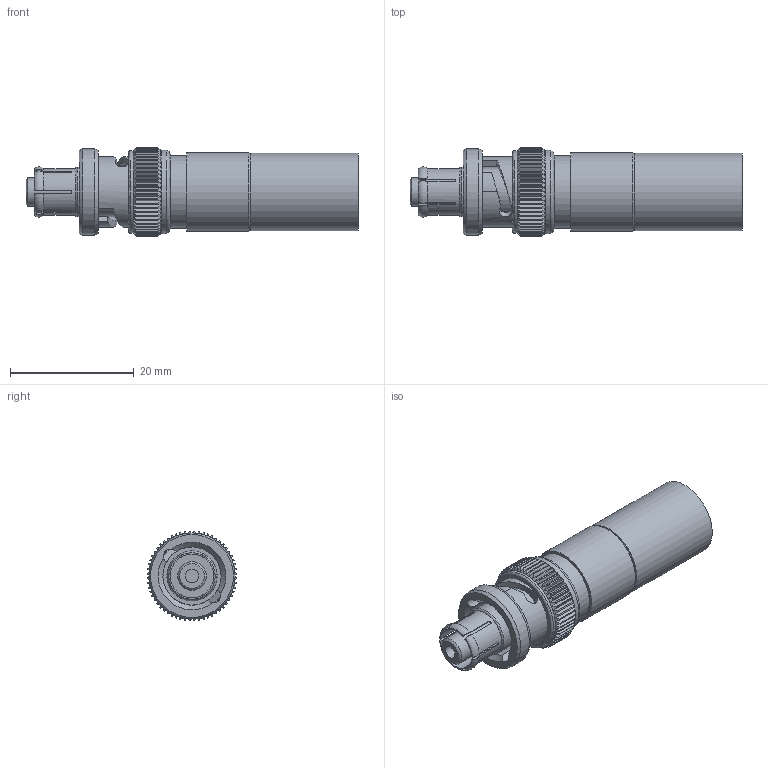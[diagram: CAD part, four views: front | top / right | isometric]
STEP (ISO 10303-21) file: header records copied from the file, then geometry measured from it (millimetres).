
FILE_DESCRIPTION (( 'STEP AP203' ), '1' );
FILE_NAME ('PE4349.step', '2020-04-23T20:38:58', ( '' ), ( '' ), 'SwSTEP 2.0', 'SolidWorks 2018', '' );
FILE_SCHEMA (( 'CONFIG_CONTROL_DESIGN' ));
Length unit declared in the file: inch
Products named in the file (1): PE4349
Bounding box: 53.58 x 14.47 x 14.47 mm (x, y, z)
Volume: 4030.5 mm3; surface area: 4569.1 mm2
Topology: 2 solids, 2 shells, 294 faces, 831 edges, 549 vertices
Faces by surface type: plane 174, cylinder 94, bspline 10, cone 9, torus 7
Full cylindrical faces by diameter (mm): 2.184 x1, 4.013 x1, 4.595 x1, 7.057 x1, 7.5 x1, 7.501 x1, 8.009 x1, 8.783 x1, 9.078 x1, 9.395 x1, 11.3 x1, 11.395 x1, 11.698 x1, 12.5 x1, 12.674 x1, 13.38 x1, 13.424 x1, 13.922 x1
Entity records: 11083 total; most frequent: CARTESIAN_POINT 4015, ORIENTED_EDGE 1582, DIRECTION 1264, EDGE_CURVE 791, VERTEX_POINT 539, AXIS2_PLACEMENT_3D 496, EDGE_LOOP 334, FACE_OUTER_BOUND 313
